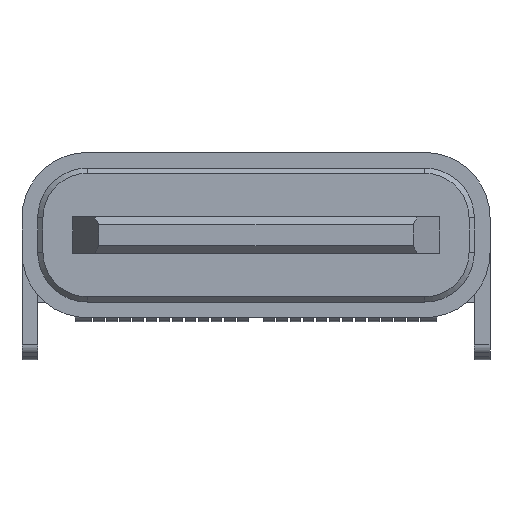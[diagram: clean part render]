
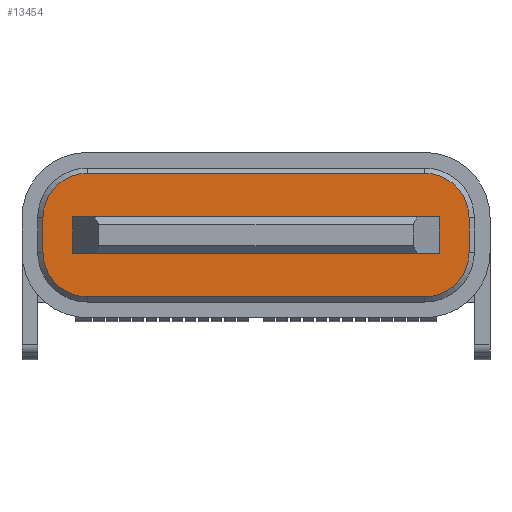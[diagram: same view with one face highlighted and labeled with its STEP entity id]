
A CAD part, front view. The second image highlights one B-rep face of the part: STEP entity #13454.
In plain terms, the highlighted planar face has unit normal (0, -1, 0).
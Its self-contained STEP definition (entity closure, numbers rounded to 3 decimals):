
#172 = EDGE_CURVE ( 'NONE', #19063, #7171, #30442, .T. ) ;
#275 = DIRECTION ( 'NONE',  ( 1., 0., 0. ) ) ;
#557 = ORIENTED_EDGE ( 'NONE', *, *, #18073, .T. ) ;
#1024 = ORIENTED_EDGE ( 'NONE', *, *, #17847, .T. ) ;
#1162 = VERTEX_POINT ( 'NONE', #5269 ) ;
#1696 = CIRCLE ( 'NONE', #21256, 0.85 ) ;
#2310 = CARTESIAN_POINT ( 'NONE',  ( -4.07, 0.805, -0.33 ) ) ;
#3800 = VECTOR ( 'NONE', #16187, 1000. ) ;
#3953 = FACE_OUTER_BOUND ( 'NONE', #21383, .T. ) ;
#4214 = EDGE_CURVE ( 'NONE', #14370, #22510, #24284, .T. ) ;
#4222 = LINE ( 'NONE', #24080, #3800 ) ;
#5189 = AXIS2_PLACEMENT_3D ( 'NONE', #14976, #22367, #275 ) ;
#5253 = LINE ( 'NONE', #14815, #18483 ) ;
#5269 = CARTESIAN_POINT ( 'NONE',  ( 3.22, 0.805, -1.18 ) ) ;
#5301 = VECTOR ( 'NONE', #14319, 1000. ) ;
#5526 = VERTEX_POINT ( 'NONE', #28687 ) ;
#5742 = ORIENTED_EDGE ( 'NONE', *, *, #24992, .T. ) ;
#5864 = DIRECTION ( 'NONE',  ( 1., 0., 0. ) ) ;
#6009 = DIRECTION ( 'NONE',  ( 1., 0., 0. ) ) ;
#6037 = DIRECTION ( 'NONE',  ( 1., 0., 0. ) ) ;
#6090 = DIRECTION ( 'NONE',  ( 0., -1., 0. ) ) ;
#6636 = EDGE_CURVE ( 'NONE', #6876, #11914, #10132, .T. ) ;
#6876 = VERTEX_POINT ( 'NONE', #20006 ) ;
#7052 = CARTESIAN_POINT ( 'NONE',  ( 3.5, 0.805, -0.35 ) ) ;
#7171 = VERTEX_POINT ( 'NONE', #17549 ) ;
#7511 = DIRECTION ( 'NONE',  ( 0., 0., 1. ) ) ;
#7630 = CARTESIAN_POINT ( 'NONE',  ( 3.5, 0.805, 0.35 ) ) ;
#7909 = LINE ( 'NONE', #2310, #20809 ) ;
#8010 = DIRECTION ( 'NONE',  ( 1., 0., 0. ) ) ;
#8164 = LINE ( 'NONE', #15623, #17363 ) ;
#8324 = CARTESIAN_POINT ( 'NONE',  ( 4.07, 0.805, -0.33 ) ) ;
#8469 = DIRECTION ( 'NONE',  ( 0., -1., 0. ) ) ;
#9075 = DIRECTION ( 'NONE',  ( 0., -1., 0. ) ) ;
#9142 = VERTEX_POINT ( 'NONE', #23355 ) ;
#9451 = VECTOR ( 'NONE', #19149, 1000. ) ;
#9618 = ORIENTED_EDGE ( 'NONE', *, *, #30316, .T. ) ;
#9755 = CARTESIAN_POINT ( 'NONE',  ( -3.22, 0.805, 1.18 ) ) ;
#10132 = CIRCLE ( 'NONE', #28165, 0.85 ) ;
#10577 = EDGE_CURVE ( 'NONE', #22510, #5526, #4222, .T. ) ;
#11316 = EDGE_CURVE ( 'NONE', #5526, #9142, #28751, .T. ) ;
#11914 = VERTEX_POINT ( 'NONE', #19923 ) ;
#12668 = VECTOR ( 'NONE', #21307, 1000. ) ;
#13200 = FACE_BOUND ( 'NONE', #30444, .T. ) ;
#13350 = ORIENTED_EDGE ( 'NONE', *, *, #13748, .T. ) ;
#13454 = ADVANCED_FACE ( 'NONE', ( #3953, #13200 ), #28176, .T. ) ;
#13538 = ORIENTED_EDGE ( 'NONE', *, *, #18354, .F. ) ;
#13748 = EDGE_CURVE ( 'NONE', #7171, #21356, #7909, .T. ) ;
#14085 = AXIS2_PLACEMENT_3D ( 'NONE', #28228, #6090, #30961 ) ;
#14319 = DIRECTION ( 'NONE',  ( -1., 0., 0. ) ) ;
#14370 = VERTEX_POINT ( 'NONE', #7630 ) ;
#14815 = CARTESIAN_POINT ( 'NONE',  ( 4.07, 0.805, 0.33 ) ) ;
#14930 = DIRECTION ( 'NONE',  ( -1., 0., 0. ) ) ;
#14976 = CARTESIAN_POINT ( 'NONE',  ( -3.22, 0.805, 0.33 ) ) ;
#15623 = CARTESIAN_POINT ( 'NONE',  ( 3.22, 0.805, -1.18 ) ) ;
#16187 = DIRECTION ( 'NONE',  ( 0., 0., -1. ) ) ;
#16259 = VERTEX_POINT ( 'NONE', #8324 ) ;
#16337 = CARTESIAN_POINT ( 'NONE',  ( -3.22, 0.805, -1.18 ) ) ;
#16554 = LINE ( 'NONE', #9755, #5301 ) ;
#17363 = VECTOR ( 'NONE', #8010, 1000. ) ;
#17549 = CARTESIAN_POINT ( 'NONE',  ( -4.07, 0.805, 0.33 ) ) ;
#17793 = CARTESIAN_POINT ( 'NONE',  ( -3.22, 0.805, -0.33 ) ) ;
#17847 = EDGE_CURVE ( 'NONE', #1162, #16259, #19691, .T. ) ;
#17926 = ORIENTED_EDGE ( 'NONE', *, *, #10577, .F. ) ;
#18073 = EDGE_CURVE ( 'NONE', #21356, #19237, #1696, .T. ) ;
#18354 = EDGE_CURVE ( 'NONE', #9142, #14370, #29327, .T. ) ;
#18483 = VECTOR ( 'NONE', #7511, 1000. ) ;
#18641 = CARTESIAN_POINT ( 'NONE',  ( -4.07, 0.805, -0.33 ) ) ;
#18704 = AXIS2_PLACEMENT_3D ( 'NONE', #30580, #8469, #6037 ) ;
#19063 = VERTEX_POINT ( 'NONE', #29582 ) ;
#19149 = DIRECTION ( 'NONE',  ( 0., 0., 1. ) ) ;
#19209 = ORIENTED_EDGE ( 'NONE', *, *, #172, .T. ) ;
#19237 = VERTEX_POINT ( 'NONE', #16337 ) ;
#19322 = ORIENTED_EDGE ( 'NONE', *, *, #22539, .T. ) ;
#19691 = CIRCLE ( 'NONE', #14085, 0.85 ) ;
#19923 = CARTESIAN_POINT ( 'NONE',  ( 3.22, 0.805, 1.18 ) ) ;
#20006 = CARTESIAN_POINT ( 'NONE',  ( 4.07, 0.805, 0.33 ) ) ;
#20809 = VECTOR ( 'NONE', #22604, 1000. ) ;
#21256 = AXIS2_PLACEMENT_3D ( 'NONE', #17793, #27988, #5864 ) ;
#21307 = DIRECTION ( 'NONE',  ( 1., 0., 0. ) ) ;
#21356 = VERTEX_POINT ( 'NONE', #18641 ) ;
#21383 = EDGE_LOOP ( 'NONE', ( #19322, #1024, #5742, #27608, #9618, #19209, #13350, #557 ) ) ;
#21848 = CARTESIAN_POINT ( 'NONE',  ( -3.5, 0.805, 0.35 ) ) ;
#22367 = DIRECTION ( 'NONE',  ( 0., -1., 0. ) ) ;
#22510 = VERTEX_POINT ( 'NONE', #30287 ) ;
#22539 = EDGE_CURVE ( 'NONE', #19237, #1162, #8164, .T. ) ;
#22604 = DIRECTION ( 'NONE',  ( 0., 0., -1. ) ) ;
#23355 = CARTESIAN_POINT ( 'NONE',  ( 3.5, 0.805, -0.35 ) ) ;
#23782 = VECTOR ( 'NONE', #14930, 1000. ) ;
#24080 = CARTESIAN_POINT ( 'NONE',  ( -3.5, 0.805, -0.35 ) ) ;
#24284 = LINE ( 'NONE', #21848, #23782 ) ;
#24992 = EDGE_CURVE ( 'NONE', #16259, #6876, #5253, .T. ) ;
#26197 = CARTESIAN_POINT ( 'NONE',  ( -3.5, 0.805, -0.35 ) ) ;
#27608 = ORIENTED_EDGE ( 'NONE', *, *, #6636, .T. ) ;
#27988 = DIRECTION ( 'NONE',  ( 0., -1., 0. ) ) ;
#28140 = CARTESIAN_POINT ( 'NONE',  ( 3.22, 0.805, 0.33 ) ) ;
#28165 = AXIS2_PLACEMENT_3D ( 'NONE', #28140, #9075, #6009 ) ;
#28176 = PLANE ( 'NONE',  #18704 ) ;
#28228 = CARTESIAN_POINT ( 'NONE',  ( 3.22, 0.805, -0.33 ) ) ;
#28687 = CARTESIAN_POINT ( 'NONE',  ( -3.5, 0.805, -0.35 ) ) ;
#28751 = LINE ( 'NONE', #26197, #12668 ) ;
#29327 = LINE ( 'NONE', #7052, #9451 ) ;
#29582 = CARTESIAN_POINT ( 'NONE',  ( -3.22, 0.805, 1.18 ) ) ;
#29681 = ORIENTED_EDGE ( 'NONE', *, *, #4214, .F. ) ;
#30061 = ORIENTED_EDGE ( 'NONE', *, *, #11316, .F. ) ;
#30287 = CARTESIAN_POINT ( 'NONE',  ( -3.5, 0.805, 0.35 ) ) ;
#30316 = EDGE_CURVE ( 'NONE', #11914, #19063, #16554, .T. ) ;
#30442 = CIRCLE ( 'NONE', #5189, 0.85 ) ;
#30444 = EDGE_LOOP ( 'NONE', ( #13538, #30061, #17926, #29681 ) ) ;
#30580 = CARTESIAN_POINT ( 'NONE',  ( 3.22, 0.805, 0.33 ) ) ;
#30961 = DIRECTION ( 'NONE',  ( 1., 0., 0. ) ) ;
